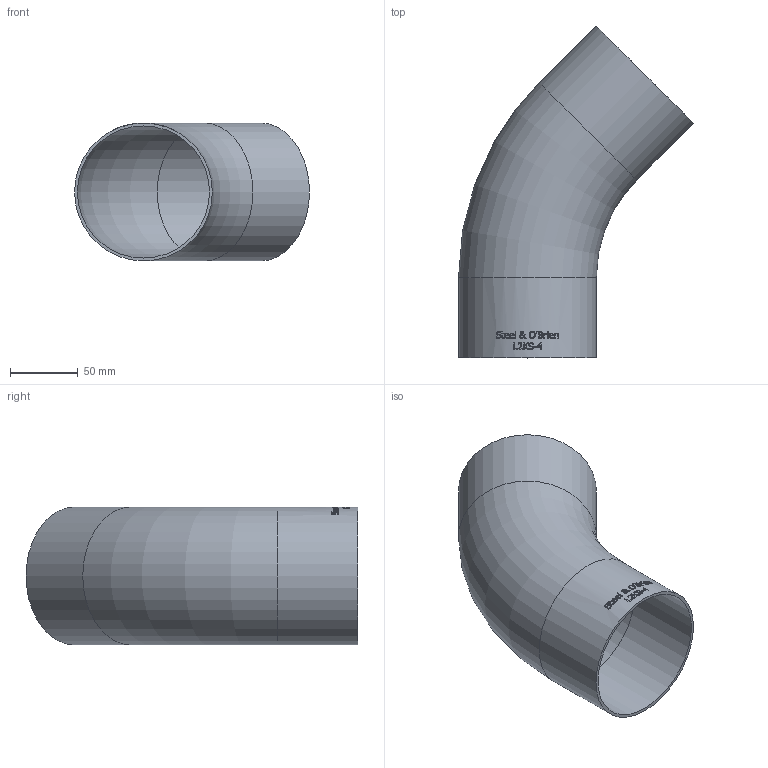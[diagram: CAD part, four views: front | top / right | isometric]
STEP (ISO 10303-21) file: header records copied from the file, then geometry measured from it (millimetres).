
FILE_DESCRIPTION(/* description */ (''),/* implementation_level */ '2;1');
FILE_NAME(/* name */ 'L2KS-4.stp',/* time_stamp */ '2020-02-28T17:35:39-05:00',/* author */ ('rick'),/* organization */ (''),/* preprocessor_version */ 'ST-DEVELOPER v15.2',/* originating_system */ 'Autodesk Inventor 2014',/* authorisation */ '');
FILE_SCHEMA (('AUTOMOTIVE_DESIGN { 1 0 10303 214 3 1 1 }'));
Length unit declared in the file: inch
Products named in the file (1): L2KS-4
Bounding box: 173.16 x 244.61 x 101.6 mm (x, y, z)
Volume: 156771.9 mm3; surface area: 150106.1 mm2
Topology: 1 solids, 1 shells, 309 faces, 835 edges, 557 vertices
Faces by surface type: bspline 146, plane 128, cylinder 33, torus 2
Full cylindrical faces by diameter (mm): 97.384 x2, 101.6 x2
Entity records: 12251 total; most frequent: CARTESIAN_POINT 5328, ORIENTED_EDGE 1648, DIRECTION 1012, EDGE_CURVE 824, VERTEX_POINT 552, LINE 380, VECTOR 380, EDGE_LOOP 346
